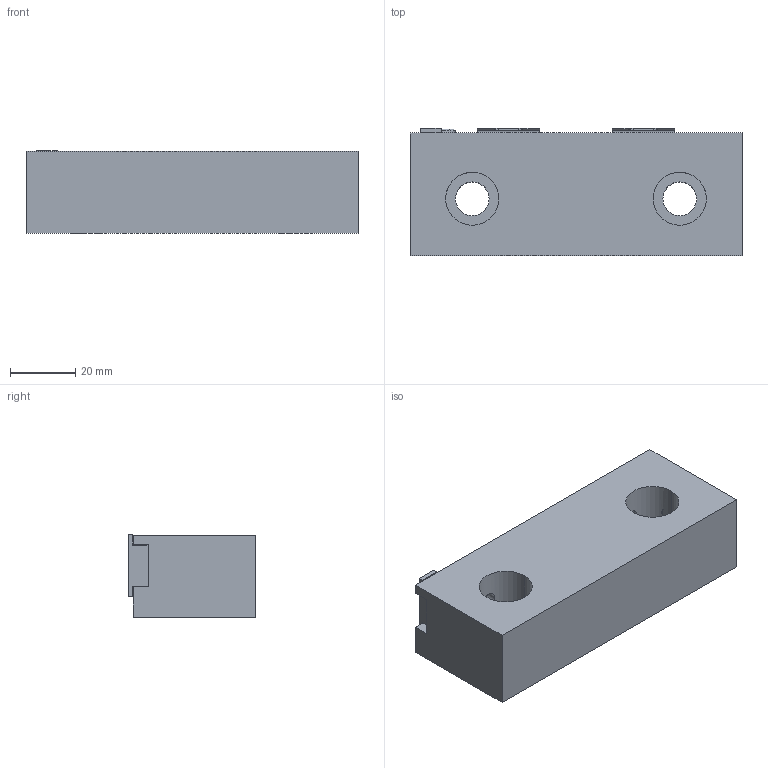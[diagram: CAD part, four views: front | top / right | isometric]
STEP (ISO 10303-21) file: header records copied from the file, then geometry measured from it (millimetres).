
FILE_DESCRIPTION (( 'STEP AP214' ), '1' );
FILE_NAME ('32044.STEP', '2023-08-25T19:32:11', ( '' ), ( '' ), 'SwSTEP 2.0', 'SolidWorks 2021', '' );
FILE_SCHEMA (( 'AUTOMOTIVE_DESIGN' ));
Length unit declared in the file: inch
Products named in the file (7): 320501_320501; 32044; 33020_33020; M58MM LHCS_M58MM LHCS; 320441_320441; 320201_320201; 33050_33050
Assembly tree (8 placements, depth 3):
  32044
    33050_33050  x2
      320501_320501
      M58MM LHCS_M58MM LHCS
    33020_33020
      320201_320201
      M58MM LHCS_M58MM LHCS
    320441_320441
Bounding box: 101.6 x 39.12 x 25.27 mm (x, y, z)
Volume: 85028.4 mm3; surface area: 22535.7 mm2
Topology: 7 solids, 7 shells, 334 faces, 829 edges, 510 vertices
Faces by surface type: cylinder 148, plane 107, cone 70, bspline 9
Entity records: 8134 total; most frequent: CARTESIAN_POINT 3055, ORIENTED_EDGE 926, DIRECTION 889, EDGE_CURVE 463, AXIS2_PLACEMENT_3D 317, VERTEX_POINT 290, VECTOR 255, LINE 255
